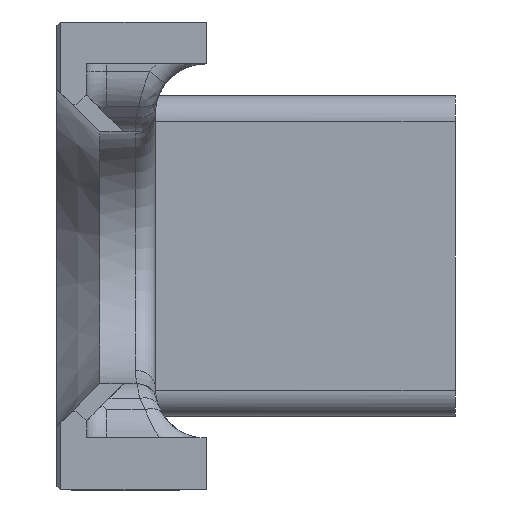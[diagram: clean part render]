
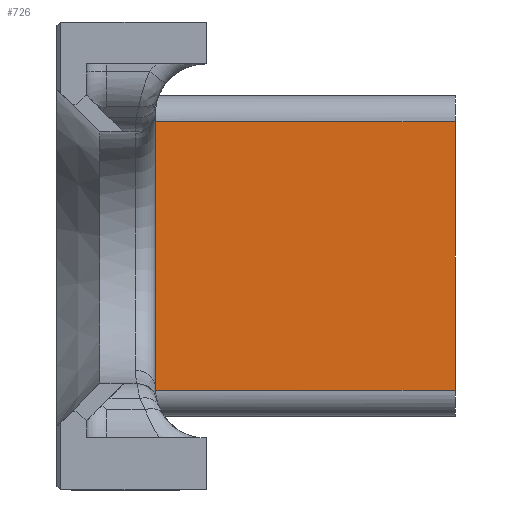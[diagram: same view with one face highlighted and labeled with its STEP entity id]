
A CAD part, left-side view. The second image highlights one B-rep face of the part: STEP entity #726.
In plain terms, the highlighted planar face has unit normal (-1, 0, 0).
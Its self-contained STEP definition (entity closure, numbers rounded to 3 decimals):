
#347 = EDGE_CURVE ( 'NONE', #13872, #8510, #13306, .T. ) ;
#388 = CARTESIAN_POINT ( 'NONE',  ( -26.4, -9.082, 10.739 ) ) ;
#684 = EDGE_CURVE ( 'NONE', #7323, #10140, #11585, .T. ) ;
#726 = ADVANCED_FACE ( 'NONE', ( #7092 ), #2398, .T. ) ;
#1038 = DIRECTION ( 'NONE',  ( 0., 0., 1. ) ) ;
#1353 = ORIENTED_EDGE ( 'NONE', *, *, #12379, .F. ) ;
#1509 = CARTESIAN_POINT ( 'NONE',  ( -26.4, -40., -13.494 ) ) ;
#1589 = CARTESIAN_POINT ( 'NONE',  ( -26.4, -9.893, -7.275 ) ) ;
#1612 = DIRECTION ( 'NONE',  ( 0., 0., 1. ) ) ;
#2059 = VECTOR ( 'NONE', #13498, 1000. ) ;
#2187 = DIRECTION ( 'NONE',  ( 0., 0., -1. ) ) ;
#2235 = VERTEX_POINT ( 'NONE', #9300 ) ;
#2281 = EDGE_CURVE ( 'NONE', #6361, #13508, #10996, .T. ) ;
#2391 = AXIS2_PLACEMENT_3D ( 'NONE', #14170, #3633, #14097 ) ;
#2398 = PLANE ( 'NONE',  #2391 ) ;
#2881 = CARTESIAN_POINT ( 'NONE',  ( -26.4, -9.082, -13.494 ) ) ;
#2945 = ORIENTED_EDGE ( 'NONE', *, *, #347, .F. ) ;
#3011 = LINE ( 'NONE', #7700, #9189 ) ;
#3281 = VECTOR ( 'NONE', #3412, 1000. ) ;
#3402 = CARTESIAN_POINT ( 'NONE',  ( -26.4, -48.606, 10.739 ) ) ;
#3412 = DIRECTION ( 'NONE',  ( 0., 1., 0. ) ) ;
#3633 = DIRECTION ( 'NONE',  ( -1., 0., 0. ) ) ;
#3713 = CARTESIAN_POINT ( 'NONE',  ( -26.4, -9.082, -10.739 ) ) ;
#4153 = ORIENTED_EDGE ( 'NONE', *, *, #7683, .T. ) ;
#4405 = LINE ( 'NONE', #3402, #13075 ) ;
#4432 = DIRECTION ( 'NONE',  ( 0., -1., 0. ) ) ;
#4676 = EDGE_CURVE ( 'NONE', #8898, #2235, #8469, .T. ) ;
#4764 = VECTOR ( 'NONE', #6789, 1000. ) ;
#4924 = CARTESIAN_POINT ( 'NONE',  ( -26.4, -9.893, -23.383 ) ) ;
#4993 = DIRECTION ( 'NONE',  ( 0., 0., -1. ) ) ;
#5177 = CARTESIAN_POINT ( 'NONE',  ( -26.4, -9.082, 7.275 ) ) ;
#5498 = ORIENTED_EDGE ( 'NONE', *, *, #12362, .F. ) ;
#5989 = VECTOR ( 'NONE', #4432, 1000. ) ;
#6361 = VERTEX_POINT ( 'NONE', #1589 ) ;
#6645 = CARTESIAN_POINT ( 'NONE',  ( -26.4, -9.893, -10.739 ) ) ;
#6715 = VECTOR ( 'NONE', #1612, 1000. ) ;
#6789 = DIRECTION ( 'NONE',  ( 0., 1., 0. ) ) ;
#6913 = ORIENTED_EDGE ( 'NONE', *, *, #4676, .F. ) ;
#6952 = LINE ( 'NONE', #10337, #13289 ) ;
#7047 = CARTESIAN_POINT ( 'NONE',  ( -26.4, -9.893, 7.275 ) ) ;
#7092 = FACE_OUTER_BOUND ( 'NONE', #14490, .T. ) ;
#7314 = CARTESIAN_POINT ( 'NONE',  ( -26.4, -9.082, -23.5 ) ) ;
#7323 = VERTEX_POINT ( 'NONE', #2881 ) ;
#7329 = EDGE_CURVE ( 'NONE', #14527, #10513, #6952, .T. ) ;
#7457 = CARTESIAN_POINT ( 'NONE',  ( -26.4, -9.082, -23.5 ) ) ;
#7553 = DIRECTION ( 'NONE',  ( 0., 0., 1. ) ) ;
#7558 = VERTEX_POINT ( 'NONE', #13335 ) ;
#7629 = CARTESIAN_POINT ( 'NONE',  ( -26.4, -40., -13.494 ) ) ;
#7683 = EDGE_CURVE ( 'NONE', #8150, #7558, #13634, .T. ) ;
#7700 = CARTESIAN_POINT ( 'NONE',  ( -26.4, -48.606, -10.739 ) ) ;
#7730 = CARTESIAN_POINT ( 'NONE',  ( -26.4, -9.082, -23.5 ) ) ;
#8133 = ORIENTED_EDGE ( 'NONE', *, *, #684, .F. ) ;
#8150 = VERTEX_POINT ( 'NONE', #1509 ) ;
#8168 = DIRECTION ( 'NONE',  ( 0., 0., 1. ) ) ;
#8469 = LINE ( 'NONE', #7314, #13237 ) ;
#8510 = VERTEX_POINT ( 'NONE', #5177 ) ;
#8758 = EDGE_CURVE ( 'NONE', #14527, #8898, #4405, .T. ) ;
#8898 = VERTEX_POINT ( 'NONE', #388 ) ;
#8949 = CARTESIAN_POINT ( 'NONE',  ( -26.4, -40., -13.494 ) ) ;
#9189 = VECTOR ( 'NONE', #11252, 1000. ) ;
#9300 = CARTESIAN_POINT ( 'NONE',  ( -26.4, -9.082, 13.494 ) ) ;
#9611 = VECTOR ( 'NONE', #7553, 1000. ) ;
#9890 = ORIENTED_EDGE ( 'NONE', *, *, #2281, .T. ) ;
#10116 = LINE ( 'NONE', #8949, #2059 ) ;
#10140 = VERTEX_POINT ( 'NONE', #3713 ) ;
#10332 = LINE ( 'NONE', #13874, #3281 ) ;
#10337 = CARTESIAN_POINT ( 'NONE',  ( -26.4, -9.893, -23.383 ) ) ;
#10513 = VERTEX_POINT ( 'NONE', #7047 ) ;
#10952 = CARTESIAN_POINT ( 'NONE',  ( -26.4, -9.893, 10.739 ) ) ;
#10996 = LINE ( 'NONE', #4924, #12480 ) ;
#11252 = DIRECTION ( 'NONE',  ( 0., -1., 0. ) ) ;
#11448 = CARTESIAN_POINT ( 'NONE',  ( -26.4, -48.606, 7.275 ) ) ;
#11585 = LINE ( 'NONE', #7730, #12972 ) ;
#11965 = ORIENTED_EDGE ( 'NONE', *, *, #12030, .F. ) ;
#12030 = EDGE_CURVE ( 'NONE', #8510, #10513, #12358, .T. ) ;
#12358 = LINE ( 'NONE', #11448, #5989 ) ;
#12362 = EDGE_CURVE ( 'NONE', #8150, #7323, #10116, .T. ) ;
#12379 = EDGE_CURVE ( 'NONE', #6361, #13872, #13800, .T. ) ;
#12480 = VECTOR ( 'NONE', #4993, 1000. ) ;
#12509 = EDGE_CURVE ( 'NONE', #7558, #2235, #10332, .T. ) ;
#12644 = CARTESIAN_POINT ( 'NONE',  ( -26.4, -48.606, -7.275 ) ) ;
#12800 = EDGE_CURVE ( 'NONE', #10140, #13508, #3011, .T. ) ;
#12972 = VECTOR ( 'NONE', #1038, 1000. ) ;
#13075 = VECTOR ( 'NONE', #15168, 1000. ) ;
#13237 = VECTOR ( 'NONE', #8168, 1000. ) ;
#13252 = CARTESIAN_POINT ( 'NONE',  ( -26.4, -9.082, -7.275 ) ) ;
#13289 = VECTOR ( 'NONE', #2187, 1000. ) ;
#13306 = LINE ( 'NONE', #7457, #6715 ) ;
#13335 = CARTESIAN_POINT ( 'NONE',  ( -26.4, -40., 13.494 ) ) ;
#13498 = DIRECTION ( 'NONE',  ( 0., 1., 0. ) ) ;
#13508 = VERTEX_POINT ( 'NONE', #6645 ) ;
#13529 = ORIENTED_EDGE ( 'NONE', *, *, #12800, .F. ) ;
#13568 = ORIENTED_EDGE ( 'NONE', *, *, #8758, .F. ) ;
#13634 = LINE ( 'NONE', #7629, #9611 ) ;
#13722 = ORIENTED_EDGE ( 'NONE', *, *, #7329, .T. ) ;
#13800 = LINE ( 'NONE', #12644, #4764 ) ;
#13872 = VERTEX_POINT ( 'NONE', #13252 ) ;
#13874 = CARTESIAN_POINT ( 'NONE',  ( -26.4, -40., 13.494 ) ) ;
#14097 = DIRECTION ( 'NONE',  ( 0., 0., 1. ) ) ;
#14170 = CARTESIAN_POINT ( 'NONE',  ( -26.4, -40., -13.494 ) ) ;
#14490 = EDGE_LOOP ( 'NONE', ( #8133, #5498, #4153, #15207, #6913, #13568, #13722, #11965, #2945, #1353, #9890, #13529 ) ) ;
#14527 = VERTEX_POINT ( 'NONE', #10952 ) ;
#15168 = DIRECTION ( 'NONE',  ( 0., 1., 0. ) ) ;
#15207 = ORIENTED_EDGE ( 'NONE', *, *, #12509, .T. ) ;
